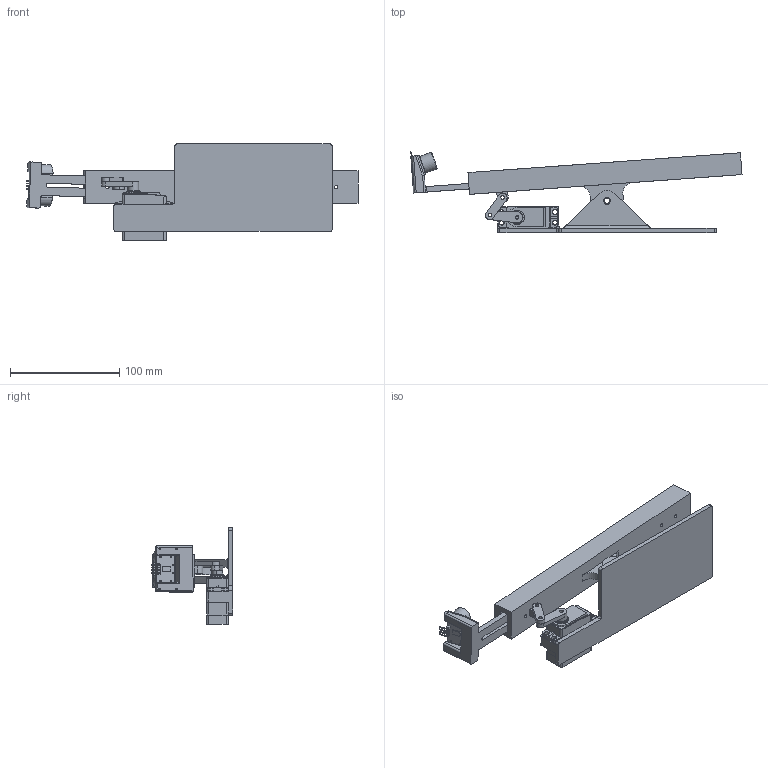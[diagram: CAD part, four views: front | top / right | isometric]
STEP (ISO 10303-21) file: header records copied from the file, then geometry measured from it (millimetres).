
FILE_DESCRIPTION (( 'STEP AP214' ), '1' );
FILE_NAME ('setup.STEP', '2024-12-20T13:01:46', ( '' ), ( '' ), 'SwSTEP 2.0', 'SolidWorks 2023', '' );
FILE_SCHEMA (( 'AUTOMOTIVE_DESIGN' ));
Length unit declared in the file: millimetre
Products named in the file (9): RCWL-1601.step; arm; base; linkage; Servo; sensor bracket; rail; 16x5x5; setup
Assembly tree (8 placements, depth 2):
  setup
    base
    rail
    16x5x5
    Servo
    arm
    linkage
    sensor bracket
    RCWL-1601.step
Bounding box: 303.87 x 74.24 x 88 mm (x, y, z)
Volume: 217805.8 mm3; surface area: 95451.8 mm2
Topology: 8 solids, 8 shells, 778 faces, 2150 edges, 1418 vertices
Faces by surface type: plane 410, cylinder 348, torus 10, cone 8, bspline 2
Entity records: 25396 total; most frequent: CARTESIAN_POINT 4621, DIRECTION 4346, ORIENTED_EDGE 4300, EDGE_CURVE 2150, AXIS2_PLACEMENT_3D 1467, VERTEX_POINT 1418, VECTOR 1412, LINE 1412
